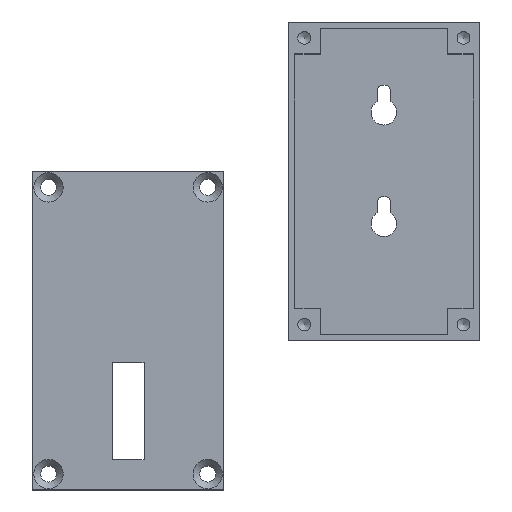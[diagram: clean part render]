
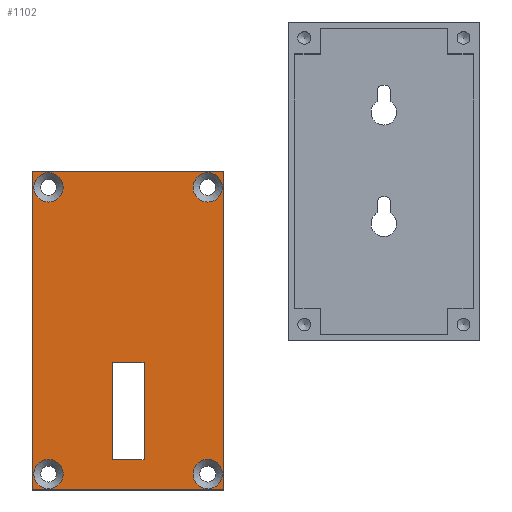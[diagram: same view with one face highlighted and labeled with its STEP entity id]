
A CAD part, top view. The second image highlights one B-rep face of the part: STEP entity #1102.
In plain terms, the highlighted planar face has unit normal (0, 0, 1).
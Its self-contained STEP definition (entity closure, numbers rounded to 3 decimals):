
#17=FACE_BOUND('',#163,.T.);
#18=FACE_BOUND('',#164,.T.);
#19=FACE_BOUND('',#165,.T.);
#20=FACE_BOUND('',#166,.T.);
#21=FACE_BOUND('',#167,.T.);
#40=PLANE('',#1190);
#101=FACE_OUTER_BOUND('',#162,.T.);
#162=EDGE_LOOP('',(#806,#807,#808,#809));
#163=EDGE_LOOP('',(#810));
#164=EDGE_LOOP('',(#811));
#165=EDGE_LOOP('',(#812));
#166=EDGE_LOOP('',(#813));
#167=EDGE_LOOP('',(#814,#815,#816,#817));
#246=LINE('',#1627,#366);
#247=LINE('',#1629,#367);
#248=LINE('',#1631,#368);
#249=LINE('',#1632,#369);
#250=LINE('',#1635,#370);
#251=LINE('',#1637,#371);
#252=LINE('',#1639,#372);
#253=LINE('',#1640,#373);
#366=VECTOR('',#1319,10.);
#367=VECTOR('',#1320,10.);
#368=VECTOR('',#1321,10.);
#369=VECTOR('',#1322,10.);
#370=VECTOR('',#1323,10.);
#371=VECTOR('',#1324,10.);
#372=VECTOR('',#1325,10.);
#373=VECTOR('',#1326,10.);
#478=CIRCLE('',#1171,4.6);
#481=CIRCLE('',#1176,4.6);
#484=CIRCLE('',#1181,4.6);
#487=CIRCLE('',#1186,4.6);
#514=VERTEX_POINT('',#1585);
#517=VERTEX_POINT('',#1595);
#520=VERTEX_POINT('',#1605);
#523=VERTEX_POINT('',#1615);
#526=VERTEX_POINT('',#1625);
#527=VERTEX_POINT('',#1626);
#528=VERTEX_POINT('',#1628);
#529=VERTEX_POINT('',#1630);
#530=VERTEX_POINT('',#1633);
#531=VERTEX_POINT('',#1634);
#532=VERTEX_POINT('',#1636);
#533=VERTEX_POINT('',#1638);
#618=EDGE_CURVE('',#514,#514,#478,.T.);
#623=EDGE_CURVE('',#517,#517,#481,.T.);
#628=EDGE_CURVE('',#520,#520,#484,.T.);
#633=EDGE_CURVE('',#523,#523,#487,.T.);
#638=EDGE_CURVE('',#526,#527,#246,.T.);
#639=EDGE_CURVE('',#527,#528,#247,.T.);
#640=EDGE_CURVE('',#528,#529,#248,.T.);
#641=EDGE_CURVE('',#529,#526,#249,.T.);
#642=EDGE_CURVE('',#530,#531,#250,.T.);
#643=EDGE_CURVE('',#531,#532,#251,.T.);
#644=EDGE_CURVE('',#532,#533,#252,.T.);
#645=EDGE_CURVE('',#533,#530,#253,.T.);
#806=ORIENTED_EDGE('',*,*,#638,.T.);
#807=ORIENTED_EDGE('',*,*,#639,.T.);
#808=ORIENTED_EDGE('',*,*,#640,.T.);
#809=ORIENTED_EDGE('',*,*,#641,.T.);
#810=ORIENTED_EDGE('',*,*,#618,.T.);
#811=ORIENTED_EDGE('',*,*,#623,.T.);
#812=ORIENTED_EDGE('',*,*,#628,.T.);
#813=ORIENTED_EDGE('',*,*,#633,.T.);
#814=ORIENTED_EDGE('',*,*,#642,.T.);
#815=ORIENTED_EDGE('',*,*,#643,.T.);
#816=ORIENTED_EDGE('',*,*,#644,.T.);
#817=ORIENTED_EDGE('',*,*,#645,.T.);
#1102=ADVANCED_FACE('',(#101,#17,#18,#19,#20,#21),#40,.T.);
#1171=AXIS2_PLACEMENT_3D('',#1586,#1271,#1272);
#1176=AXIS2_PLACEMENT_3D('',#1596,#1283,#1284);
#1181=AXIS2_PLACEMENT_3D('',#1606,#1295,#1296);
#1186=AXIS2_PLACEMENT_3D('',#1616,#1307,#1308);
#1190=AXIS2_PLACEMENT_3D('',#1624,#1317,#1318);
#1271=DIRECTION('center_axis',(0.,0.,-1.));
#1272=DIRECTION('ref_axis',(1.,0.,0.));
#1283=DIRECTION('center_axis',(0.,0.,-1.));
#1284=DIRECTION('ref_axis',(1.,0.,0.));
#1295=DIRECTION('center_axis',(0.,0.,-1.));
#1296=DIRECTION('ref_axis',(1.,0.,0.));
#1307=DIRECTION('center_axis',(0.,0.,-1.));
#1308=DIRECTION('ref_axis',(1.,0.,0.));
#1317=DIRECTION('center_axis',(0.,0.,1.));
#1318=DIRECTION('ref_axis',(1.,0.,0.));
#1319=DIRECTION('',(1.,0.,0.));
#1320=DIRECTION('',(0.,1.,0.));
#1321=DIRECTION('',(-1.,0.,0.));
#1322=DIRECTION('',(0.,-1.,0.));
#1323=DIRECTION('',(-1.,0.,0.));
#1324=DIRECTION('',(0.,1.,0.));
#1325=DIRECTION('',(1.,0.,0.));
#1326=DIRECTION('',(0.,-1.,0.));
#1585=CARTESIAN_POINT('',(13.545,52.927,3.));
#1586=CARTESIAN_POINT('Origin',(18.145,52.927,3.));
#1595=CARTESIAN_POINT('',(63.545,52.927,3.));
#1596=CARTESIAN_POINT('Origin',(68.145,52.927,3.));
#1605=CARTESIAN_POINT('',(63.545,-37.073,3.));
#1606=CARTESIAN_POINT('Origin',(68.145,-37.073,3.));
#1615=CARTESIAN_POINT('',(13.545,-37.073,3.));
#1616=CARTESIAN_POINT('Origin',(18.145,-37.073,3.));
#1624=CARTESIAN_POINT('Origin',(43.145,7.927,3.));
#1625=CARTESIAN_POINT('',(13.145,-42.073,3.));
#1626=CARTESIAN_POINT('',(73.145,-42.073,3.));
#1627=CARTESIAN_POINT('',(73.145,-42.073,3.));
#1628=CARTESIAN_POINT('',(73.145,57.927,3.));
#1629=CARTESIAN_POINT('',(73.145,57.927,3.));
#1630=CARTESIAN_POINT('',(13.145,57.927,3.));
#1631=CARTESIAN_POINT('',(13.145,57.927,3.));
#1632=CARTESIAN_POINT('',(13.145,-42.073,3.));
#1633=CARTESIAN_POINT('',(48.145,-32.573,3.));
#1634=CARTESIAN_POINT('',(38.145,-32.573,3.));
#1635=CARTESIAN_POINT('',(48.145,-32.573,3.));
#1636=CARTESIAN_POINT('',(38.145,-2.073,3.));
#1637=CARTESIAN_POINT('',(38.145,-32.573,3.));
#1638=CARTESIAN_POINT('',(48.145,-2.073,3.));
#1639=CARTESIAN_POINT('',(38.145,-2.073,3.));
#1640=CARTESIAN_POINT('',(48.145,-2.073,3.));
